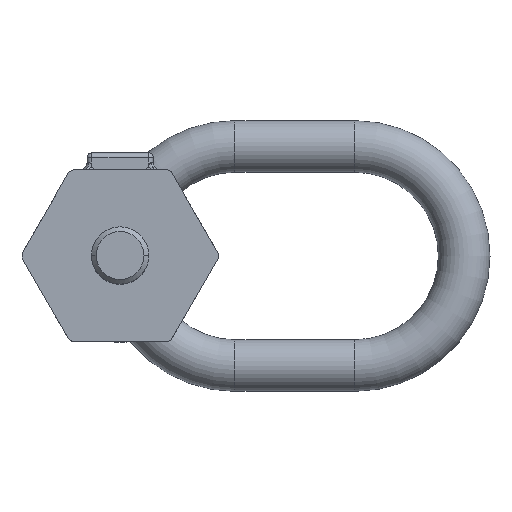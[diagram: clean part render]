
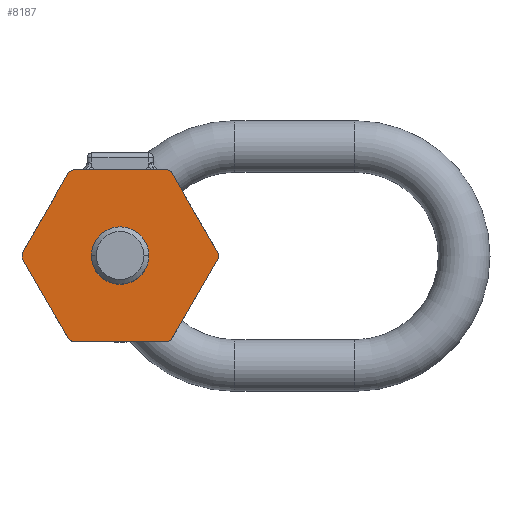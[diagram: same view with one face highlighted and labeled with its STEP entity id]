
A CAD part, top view. The second image highlights one B-rep face of the part: STEP entity #8187.
In plain terms, the highlighted planar face has unit normal (0, 0, 1).
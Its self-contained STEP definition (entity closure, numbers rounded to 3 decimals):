
#1=DIRECTION('',(-0.866,-0.5,0.));
#2=VECTOR('',#1,0.986);
#3=CARTESIAN_POINT('',(-9.823,18.,49.));
#4=LINE('',#3,#2);
#9=CARTESIAN_POINT('',(0.,0.,49.));
#10=DIRECTION('',(0.,0.,1.));
#11=DIRECTION('',(1.,0.,0.));
#12=AXIS2_PLACEMENT_3D('',#9,#10,#11);
#14=CARTESIAN_POINT('',(0.,0.,49.));
#15=DIRECTION('',(0.,0.,1.));
#16=DIRECTION('',(-1.,0.,0.));
#17=AXIS2_PLACEMENT_3D('',#14,#15,#16);
#69=DIRECTION('',(-1.,0.,0.));
#70=VECTOR('',#69,19.646);
#71=CARTESIAN_POINT('',(9.823,18.,49.));
#72=LINE('',#71,#70);
#653=DIRECTION('',(1.,0.,0.));
#654=VECTOR('',#653,19.646);
#655=CARTESIAN_POINT('',(-9.823,-18.,49.));
#656=LINE('',#655,#654);
#2920=DIRECTION('',(0.866,-0.5,0.));
#2921=VECTOR('',#2920,0.986);
#2922=CARTESIAN_POINT('',(-10.677,-17.507,49.));
#2923=LINE('',#2922,#2921);
#3012=DIRECTION('',(0.5,-0.866,0.));
#3013=VECTOR('',#3012,19.646);
#3014=CARTESIAN_POINT('',(-20.5,-0.493,49.));
#3015=LINE('',#3014,#3013);
#3020=DIRECTION('',(0.,-1.,0.));
#3021=VECTOR('',#3020,0.986);
#3022=CARTESIAN_POINT('',(-20.5,0.493,49.));
#3023=LINE('',#3022,#3021);
#3028=DIRECTION('',(-0.5,-0.866,0.));
#3029=VECTOR('',#3028,19.646);
#3030=CARTESIAN_POINT('',(-10.677,17.507,49.));
#3031=LINE('',#3030,#3029);
#3040=DIRECTION('',(0.866,0.5,0.));
#3041=VECTOR('',#3040,0.986);
#3042=CARTESIAN_POINT('',(9.823,-18.,49.));
#3043=LINE('',#3042,#3041);
#3064=DIRECTION('',(0.5,0.866,0.));
#3065=VECTOR('',#3064,19.646);
#3066=CARTESIAN_POINT('',(10.677,-17.507,49.));
#3067=LINE('',#3066,#3065);
#3072=DIRECTION('',(0.,1.,0.));
#3073=VECTOR('',#3072,0.986);
#3074=CARTESIAN_POINT('',(20.5,-0.493,49.));
#3075=LINE('',#3074,#3073);
#3080=DIRECTION('',(-0.5,0.866,0.));
#3081=VECTOR('',#3080,19.646);
#3082=CARTESIAN_POINT('',(20.5,0.493,49.));
#3083=LINE('',#3082,#3081);
#3088=DIRECTION('',(-0.866,0.5,0.));
#3089=VECTOR('',#3088,0.986);
#3090=CARTESIAN_POINT('',(10.677,17.507,49.));
#3091=LINE('',#3090,#3089);
#6669=CARTESIAN_POINT('',(-9.823,18.,49.));
#6670=CARTESIAN_POINT('',(-10.677,17.507,49.));
#6671=VERTEX_POINT('',#6669);
#6672=VERTEX_POINT('',#6670);
#6673=CARTESIAN_POINT('',(-20.5,0.493,49.));
#6674=VERTEX_POINT('',#6673);
#6675=CARTESIAN_POINT('',(-20.5,-0.493,49.));
#6676=VERTEX_POINT('',#6675);
#6677=CARTESIAN_POINT('',(-10.677,-17.507,49.));
#6678=VERTEX_POINT('',#6677);
#6679=CARTESIAN_POINT('',(-9.823,-18.,49.));
#6680=VERTEX_POINT('',#6679);
#6681=CARTESIAN_POINT('',(9.823,-18.,49.));
#6682=VERTEX_POINT('',#6681);
#6683=CARTESIAN_POINT('',(10.677,-17.507,49.));
#6684=VERTEX_POINT('',#6683);
#6685=CARTESIAN_POINT('',(20.5,-0.493,49.));
#6686=VERTEX_POINT('',#6685);
#6687=CARTESIAN_POINT('',(20.5,0.493,49.));
#6688=VERTEX_POINT('',#6687);
#6689=CARTESIAN_POINT('',(10.677,17.507,49.));
#6690=VERTEX_POINT('',#6689);
#6691=CARTESIAN_POINT('',(9.823,18.,49.));
#6692=VERTEX_POINT('',#6691);
#6705=CARTESIAN_POINT('',(6.,0.,49.));
#6706=CARTESIAN_POINT('',(-6.,0.,49.));
#6707=VERTEX_POINT('',#6705);
#6708=VERTEX_POINT('',#6706);
#8151=CARTESIAN_POINT('',(50.,-50.,49.));
#8152=DIRECTION('',(0.,0.,-1.));
#8153=DIRECTION('',(-1.,0.,0.));
#8154=AXIS2_PLACEMENT_3D('',#8151,#8152,#8153);
#8155=PLANE('',#8154);
#8156=ORIENTED_EDGE('',*,*,#8140,.F.);
#8158=ORIENTED_EDGE('',*,*,#8157,.F.);
#8160=ORIENTED_EDGE('',*,*,#8159,.F.);
#8162=ORIENTED_EDGE('',*,*,#8161,.F.);
#8164=ORIENTED_EDGE('',*,*,#8163,.F.);
#8166=ORIENTED_EDGE('',*,*,#8165,.F.);
#8168=ORIENTED_EDGE('',*,*,#8167,.F.);
#8170=ORIENTED_EDGE('',*,*,#8169,.F.);
#8172=ORIENTED_EDGE('',*,*,#8171,.F.);
#8174=ORIENTED_EDGE('',*,*,#8173,.F.);
#8176=ORIENTED_EDGE('',*,*,#8175,.F.);
#8178=ORIENTED_EDGE('',*,*,#8177,.F.);
#8179=EDGE_LOOP('',(#8156,#8158,#8160,#8162,#8164,#8166,#8168,#8170,#8172,#8174,
#8176,#8178));
#8180=FACE_OUTER_BOUND('',#8179,.F.);
#8182=ORIENTED_EDGE('',*,*,#8181,.T.);
#8184=ORIENTED_EDGE('',*,*,#8183,.T.);
#8185=EDGE_LOOP('',(#8182,#8184));
#8186=FACE_BOUND('',#8185,.F.);
#8187=ADVANCED_FACE('',(#8180,#8186),#8155,.F.);
#13=CIRCLE('',#12,6.);
#18=CIRCLE('',#17,6.);
#8140=EDGE_CURVE('',#6671,#6672,#4,.T.);
#8157=EDGE_CURVE('',#6692,#6671,#72,.T.);
#8159=EDGE_CURVE('',#6690,#6692,#3091,.T.);
#8161=EDGE_CURVE('',#6688,#6690,#3083,.T.);
#8163=EDGE_CURVE('',#6686,#6688,#3075,.T.);
#8165=EDGE_CURVE('',#6684,#6686,#3067,.T.);
#8167=EDGE_CURVE('',#6682,#6684,#3043,.T.);
#8169=EDGE_CURVE('',#6680,#6682,#656,.T.);
#8171=EDGE_CURVE('',#6678,#6680,#2923,.T.);
#8173=EDGE_CURVE('',#6676,#6678,#3015,.T.);
#8175=EDGE_CURVE('',#6674,#6676,#3023,.T.);
#8177=EDGE_CURVE('',#6672,#6674,#3031,.T.);
#8181=EDGE_CURVE('',#6707,#6708,#13,.T.);
#8183=EDGE_CURVE('',#6708,#6707,#18,.T.);
